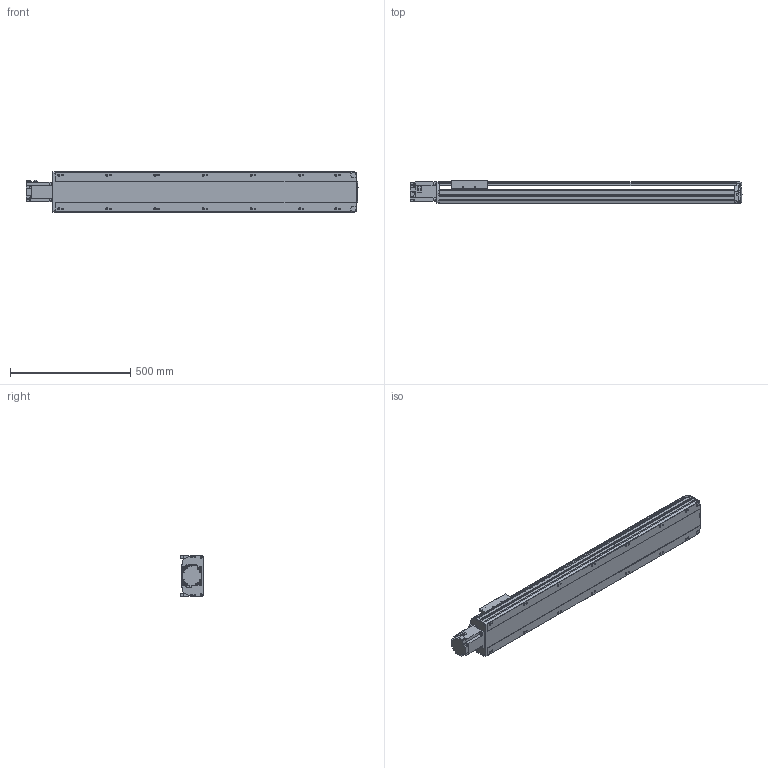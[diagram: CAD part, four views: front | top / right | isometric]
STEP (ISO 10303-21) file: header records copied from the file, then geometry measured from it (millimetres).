
FILE_DESCRIPTION (( 'STEP AP214' ), '1' );
FILE_NAME ('WEX170BC-20XLD-1000XXXX.STEP', '2025-02-28T16:39:45', ( '' ), ( '' ), 'SwSTEP 2.0', 'SolidWorks 2022', '' );
FILE_SCHEMA (( 'AUTOMOTIVE_DESIGN' ));
Length unit declared in the file: millimetre
Products named in the file (8): WEX170-1000MOTOR; WEX170BC-20XLD-1000XXXX; WEX170-1000TOPPLATE; FANG STICKER; WEX170-1000CARRIAGE; WEX170-1000-1; WEX170-1000-2; WEX170-600FANGTOOTH
Assembly tree (6 placements, depth 2):
  WEX170BC-20XLD-1000XXXX
    WEX170-1000-1
    WEX170-1000CARRIAGE
    WEX170-600FANGTOOTH
    WEX170-1000TOPPLATE
    WEX170-1000MOTOR
    FANG STICKER
  WEX170-1000-2
Bounding box: 1378.02 x 97 x 170 mm (x, y, z)
Volume: 10016398.5 mm3; surface area: 1487028.3 mm2
Topology: 6 solids, 6 shells, 1140 faces, 3207 edges, 2126 vertices
Faces by surface type: plane 702, cylinder 401, torus 28, cone 8, sphere 1
Entity records: 39525 total; most frequent: CARTESIAN_POINT 9229, ORIENTED_EDGE 6414, DIRECTION 6101, EDGE_CURVE 3207, LINE 2209, VECTOR 2209, VERTEX_POINT 2126, AXIS2_PLACEMENT_3D 1946
